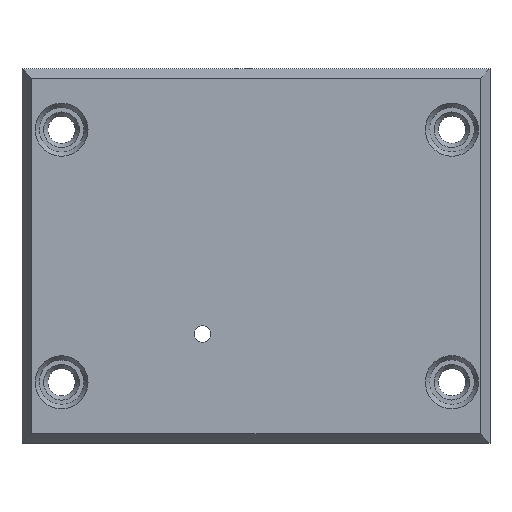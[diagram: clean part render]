
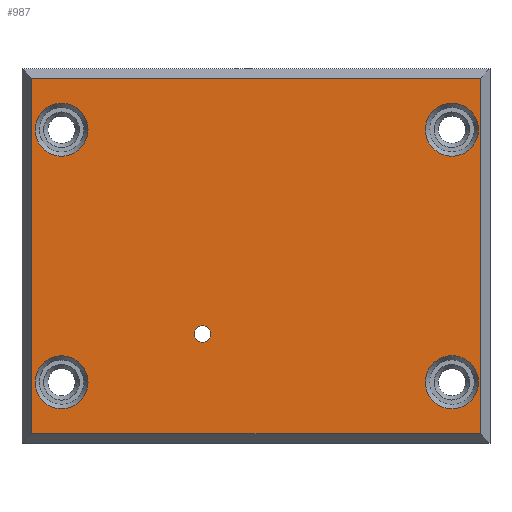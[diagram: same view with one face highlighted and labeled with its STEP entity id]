
A CAD part, top view. The second image highlights one B-rep face of the part: STEP entity #987.
In plain terms, the highlighted planar face has unit normal (0, 0, 1).
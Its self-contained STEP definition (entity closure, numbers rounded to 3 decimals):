
#15=FACE_BOUND('',#132,.T.);
#16=FACE_BOUND('',#133,.T.);
#17=FACE_BOUND('',#134,.T.);
#18=FACE_BOUND('',#135,.T.);
#19=FACE_BOUND('',#136,.T.);
#30=PLANE('',#1069);
#75=FACE_OUTER_BOUND('',#131,.T.);
#131=EDGE_LOOP('',(#694,#695,#696,#697));
#132=EDGE_LOOP('',(#698));
#133=EDGE_LOOP('',(#699));
#134=EDGE_LOOP('',(#700));
#135=EDGE_LOOP('',(#701));
#136=EDGE_LOOP('',(#702));
#202=LINE('',#1481,#303);
#203=LINE('',#1483,#304);
#204=LINE('',#1485,#305);
#205=LINE('',#1486,#306);
#303=VECTOR('',#1182,10.);
#304=VECTOR('',#1183,10.);
#305=VECTOR('',#1184,10.);
#306=VECTOR('',#1185,10.);
#404=CIRCLE('',#1064,1.);
#405=CIRCLE('',#1066,3.2);
#408=CIRCLE('',#1070,3.2);
#409=CIRCLE('',#1071,3.2);
#410=CIRCLE('',#1072,3.2);
#447=VERTEX_POINT('',#1467);
#448=VERTEX_POINT('',#1471);
#451=VERTEX_POINT('',#1479);
#452=VERTEX_POINT('',#1480);
#453=VERTEX_POINT('',#1482);
#454=VERTEX_POINT('',#1484);
#455=VERTEX_POINT('',#1487);
#456=VERTEX_POINT('',#1489);
#457=VERTEX_POINT('',#1491);
#543=EDGE_CURVE('',#447,#447,#404,.T.);
#544=EDGE_CURVE('',#448,#448,#405,.T.);
#548=EDGE_CURVE('',#451,#452,#202,.T.);
#549=EDGE_CURVE('',#453,#451,#203,.T.);
#550=EDGE_CURVE('',#454,#453,#204,.T.);
#551=EDGE_CURVE('',#452,#454,#205,.T.);
#552=EDGE_CURVE('',#455,#455,#408,.T.);
#553=EDGE_CURVE('',#456,#456,#409,.T.);
#554=EDGE_CURVE('',#457,#457,#410,.T.);
#694=ORIENTED_EDGE('',*,*,#548,.F.);
#695=ORIENTED_EDGE('',*,*,#549,.F.);
#696=ORIENTED_EDGE('',*,*,#550,.F.);
#697=ORIENTED_EDGE('',*,*,#551,.F.);
#698=ORIENTED_EDGE('',*,*,#543,.T.);
#699=ORIENTED_EDGE('',*,*,#552,.F.);
#700=ORIENTED_EDGE('',*,*,#553,.F.);
#701=ORIENTED_EDGE('',*,*,#554,.F.);
#702=ORIENTED_EDGE('',*,*,#544,.F.);
#987=ADVANCED_FACE('',(#75,#15,#16,#17,#18,#19),#30,.T.);
#1064=AXIS2_PLACEMENT_3D('',#1469,#1169,#1170);
#1066=AXIS2_PLACEMENT_3D('',#1472,#1173,#1174);
#1069=AXIS2_PLACEMENT_3D('',#1478,#1180,#1181);
#1070=AXIS2_PLACEMENT_3D('',#1488,#1186,#1187);
#1071=AXIS2_PLACEMENT_3D('',#1490,#1188,#1189);
#1072=AXIS2_PLACEMENT_3D('',#1492,#1190,#1191);
#1169=DIRECTION('center_axis',(0.,0.,-1.));
#1170=DIRECTION('ref_axis',(-1.,0.,0.));
#1173=DIRECTION('center_axis',(0.,0.,1.));
#1174=DIRECTION('ref_axis',(-1.,0.,0.));
#1180=DIRECTION('center_axis',(0.,0.,1.));
#1181=DIRECTION('ref_axis',(1.,0.,0.));
#1182=DIRECTION('',(0.,-1.,0.));
#1183=DIRECTION('',(1.,0.,0.));
#1184=DIRECTION('',(0.,1.,0.));
#1185=DIRECTION('',(-1.,0.,0.));
#1186=DIRECTION('center_axis',(0.,0.,1.));
#1187=DIRECTION('ref_axis',(-1.,0.,0.));
#1188=DIRECTION('center_axis',(0.,0.,1.));
#1189=DIRECTION('ref_axis',(-1.,0.,0.));
#1190=DIRECTION('center_axis',(0.,0.,1.));
#1191=DIRECTION('ref_axis',(-1.,0.,0.));
#1467=CARTESIAN_POINT('',(20.988,11.382,4.6));
#1469=CARTESIAN_POINT('Origin',(19.988,11.382,4.6));
#1471=CARTESIAN_POINT('',(53.3,5.56,4.6));
#1472=CARTESIAN_POINT('Origin',(50.1,5.56,4.6));
#1478=CARTESIAN_POINT('Origin',(26.45,20.8,4.6));
#1479=CARTESIAN_POINT('',(53.545,42.245,4.6));
#1480=CARTESIAN_POINT('',(53.545,-0.645,4.6));
#1481=CARTESIAN_POINT('',(53.545,9.5,4.6));
#1482=CARTESIAN_POINT('',(-0.645,42.245,4.6));
#1483=CARTESIAN_POINT('',(40.575,42.245,4.6));
#1484=CARTESIAN_POINT('',(-0.645,-0.645,4.6));
#1485=CARTESIAN_POINT('',(-0.645,32.1,4.6));
#1486=CARTESIAN_POINT('',(12.325,-0.645,4.6));
#1487=CARTESIAN_POINT('',(53.3,36.04,4.6));
#1488=CARTESIAN_POINT('Origin',(50.1,36.04,4.6));
#1489=CARTESIAN_POINT('',(6.17,5.555,4.6));
#1490=CARTESIAN_POINT('Origin',(2.97,5.555,4.6));
#1491=CARTESIAN_POINT('',(6.17,36.035,4.6));
#1492=CARTESIAN_POINT('Origin',(2.97,36.035,4.6));
